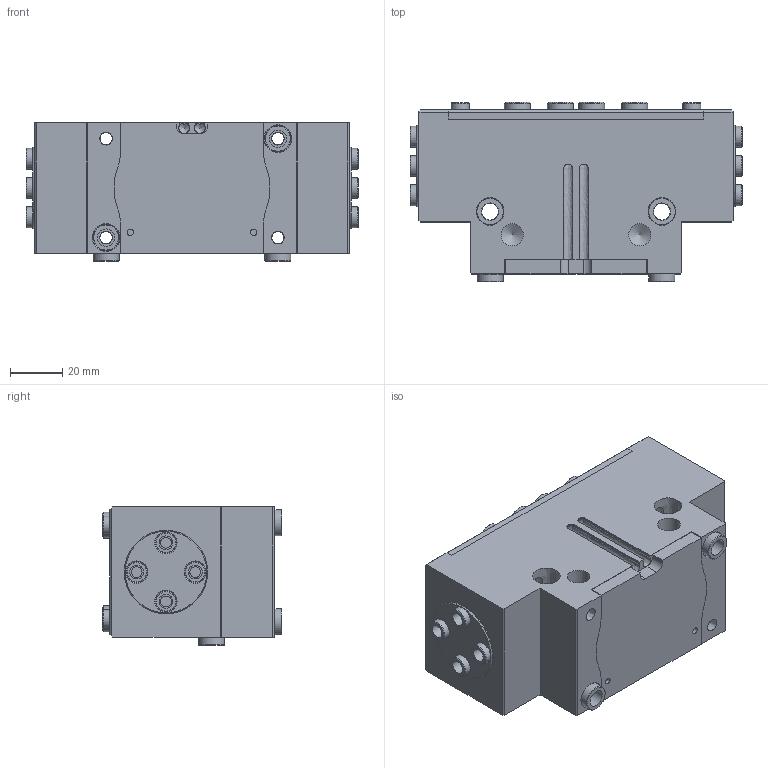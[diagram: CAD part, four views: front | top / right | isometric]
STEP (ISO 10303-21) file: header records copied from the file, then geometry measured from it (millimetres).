
FILE_DESCRIPTION((''),'2;1');
FILE_NAME('GSO 100.stp','2017-03-03T11:35:12',('BOLOGNESE'),(''),'Autodesk Inventor 2010','Autodesk Inventor 2010','');
FILE_SCHEMA(('AUTOMOTIVE_DESIGN { 1 0 10303 214 1 1 1 1 }'));
Length unit declared in the file: millimetre
Products named in the file (6): GSO 100; Corpo; Fondello; Griffa; Boccola 10; Boccola 8
Assembly tree (16 placements, depth 2):
  GSO 100
    Corpo
    Fondello
    Griffa  x2
    Boccola 10  x4
    Boccola 8  x8
Bounding box: 127.5 x 69 x 53.1 mm (x, y, z)
Volume: 323240.1 mm3; surface area: 65065.8 mm2
Topology: 16 solids, 16 shells, 390 faces, 876 edges, 570 vertices
Faces by surface type: plane 147, bspline 130, cylinder 65, cone 24, torus 24
Full cylindrical faces by diameter (mm): 5.3 x8, 6.6 x4, 7 x2, 8 x8, 8.566 x2, 9 x4, 9.001 x4, 10 x10, 10.5 x4, 32 x3
Entity records: 9574 total; most frequent: CARTESIAN_POINT 2803, ORIENTED_EDGE 1220, DIRECTION 1196, EDGE_CURVE 610, EDGE_LOOP 474, VERTEX_POINT 456, VECTOR 406, LINE 406
